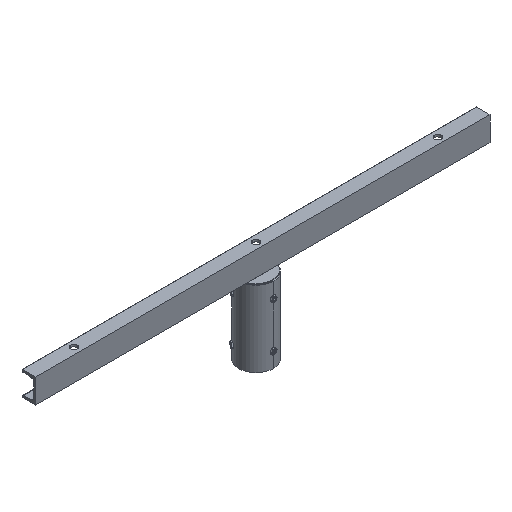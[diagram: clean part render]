
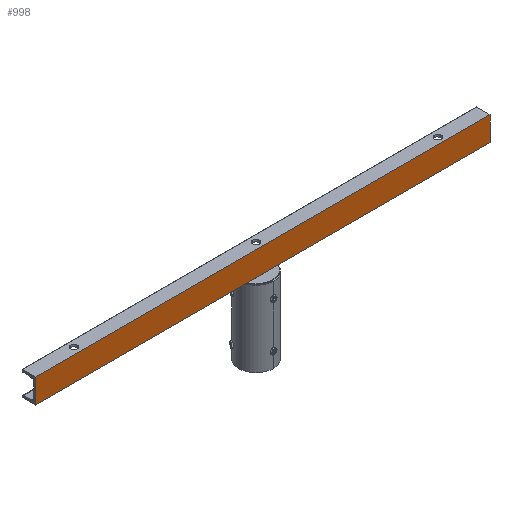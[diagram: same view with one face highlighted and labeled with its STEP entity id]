
A CAD part, isometric view. The second image highlights one B-rep face of the part: STEP entity #998.
In plain terms, the highlighted face is planar.
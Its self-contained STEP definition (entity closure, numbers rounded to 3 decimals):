
#43 = ORIENTED_EDGE ( 'NONE', *, *, #2409, .F. ) ;
#203 = LINE ( 'NONE', #1910, #2647 ) ;
#222 = CARTESIAN_POINT ( 'NONE',  ( 0., 80., 750. ) ) ;
#291 = DIRECTION ( 'NONE',  ( 0., 0., -1. ) ) ;
#346 = CARTESIAN_POINT ( 'NONE',  ( 0., 80., 750. ) ) ;
#362 = ORIENTED_EDGE ( 'NONE', *, *, #881, .T. ) ;
#533 = CARTESIAN_POINT ( 'NONE',  ( 0., 0., 750. ) ) ;
#614 = CARTESIAN_POINT ( 'NONE',  ( 0., 80., -750. ) ) ;
#650 = DIRECTION ( 'NONE',  ( 1., 0., 0. ) ) ;
#881 = EDGE_CURVE ( 'NONE', #4094, #1851, #1604, .T. ) ;
#970 = AXIS2_PLACEMENT_3D ( 'NONE', #346, #650, #1685 ) ;
#998 = ADVANCED_FACE ( 'NONE', ( #3746 ), #2690, .F. ) ;
#1378 = VECTOR ( 'NONE', #2723, 1000. ) ;
#1604 = LINE ( 'NONE', #614, #2863 ) ;
#1634 = CARTESIAN_POINT ( 'NONE',  ( 0., 0., -750. ) ) ;
#1650 = VERTEX_POINT ( 'NONE', #222 ) ;
#1685 = DIRECTION ( 'NONE',  ( 0., 1., 0. ) ) ;
#1851 = VERTEX_POINT ( 'NONE', #1634 ) ;
#1910 = CARTESIAN_POINT ( 'NONE',  ( 0., 80., 750. ) ) ;
#1931 = DIRECTION ( 'NONE',  ( 0., -1., 0. ) ) ;
#2409 = EDGE_CURVE ( 'NONE', #1650, #4382, #203, .T. ) ;
#2647 = VECTOR ( 'NONE', #1931, 1000. ) ;
#2690 = PLANE ( 'NONE',  #970 ) ;
#2723 = DIRECTION ( 'NONE',  ( 0., 0., -1. ) ) ;
#2863 = VECTOR ( 'NONE', #3645, 1000. ) ;
#2926 = CARTESIAN_POINT ( 'NONE',  ( 0., 80., -750. ) ) ;
#2934 = EDGE_CURVE ( 'NONE', #1650, #4094, #2973, .T. ) ;
#2973 = LINE ( 'NONE', #4327, #3971 ) ;
#3398 = CARTESIAN_POINT ( 'NONE',  ( 0., 0., 750. ) ) ;
#3449 = LINE ( 'NONE', #3398, #1378 ) ;
#3494 = ORIENTED_EDGE ( 'NONE', *, *, #4321, .F. ) ;
#3608 = EDGE_LOOP ( 'NONE', ( #362, #3494, #43, #3915 ) ) ;
#3645 = DIRECTION ( 'NONE',  ( 0., -1., 0. ) ) ;
#3746 = FACE_OUTER_BOUND ( 'NONE', #3608, .T. ) ;
#3915 = ORIENTED_EDGE ( 'NONE', *, *, #2934, .T. ) ;
#3971 = VECTOR ( 'NONE', #291, 1000. ) ;
#4094 = VERTEX_POINT ( 'NONE', #2926 ) ;
#4321 = EDGE_CURVE ( 'NONE', #4382, #1851, #3449, .T. ) ;
#4327 = CARTESIAN_POINT ( 'NONE',  ( 0., 80., 750. ) ) ;
#4382 = VERTEX_POINT ( 'NONE', #533 ) ;
